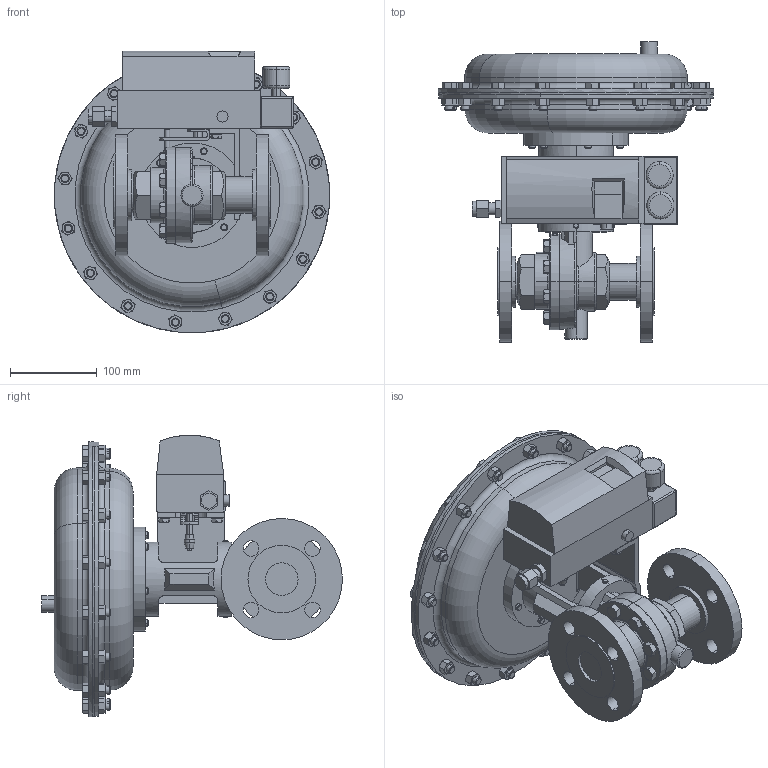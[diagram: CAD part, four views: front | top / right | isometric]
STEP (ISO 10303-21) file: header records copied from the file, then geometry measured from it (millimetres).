
FILE_DESCRIPTION (( 'STEP AP203' ), '1' );
FILE_NAME ('70SP-125-DI+BR-F6-55M-16IQ.STEP', '2017-09-11T18:42:43', ( '' ), ( '' ), 'SwSTEP 2.0', 'SolidWorks 2014', '' );
FILE_SCHEMA (( 'CONFIG_CONTROL_DESIGN' ));
Length unit declared in the file: inch
Products named in the file (1): 70SP-125-DI+BR-F6-55M-16IQ
Bounding box: 317.5 x 346.96 x 324.83 mm (x, y, z)
Volume: 7571195.4 mm3; surface area: 493471.1 mm2
Topology: 1 solids, 1 shells, 1188 faces, 2757 edges, 1677 vertices
Faces by surface type: plane 510, cone 406, cylinder 199, bspline 38, torus 33, sphere 2
Entity records: 43891 total; most frequent: CARTESIAN_POINT 18028, ORIENTED_EDGE 5506, DIRECTION 5058, EDGE_CURVE 2753, AXIS2_PLACEMENT_3D 2009, VERTEX_POINT 1677, EDGE_LOOP 1318, FACE_OUTER_BOUND 1188
